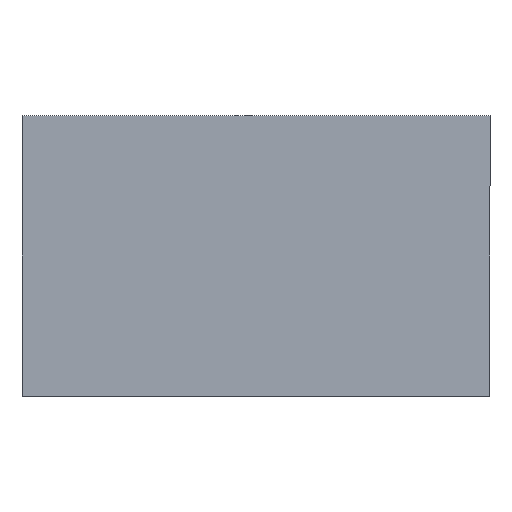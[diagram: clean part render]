
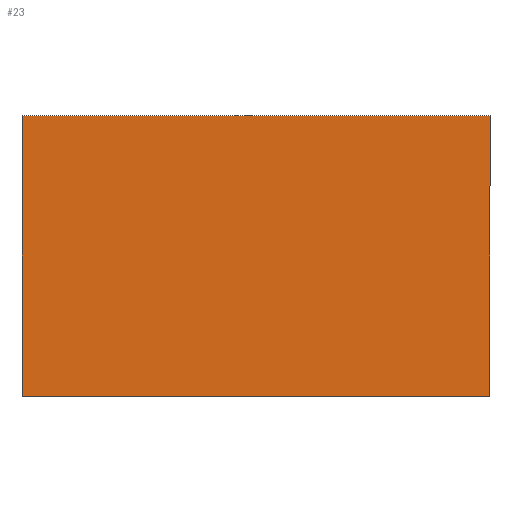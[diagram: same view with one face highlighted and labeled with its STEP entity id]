
A CAD part, front view. The second image highlights one B-rep face of the part: STEP entity #23.
In plain terms, the highlighted planar face has unit normal (0, -1, 0).
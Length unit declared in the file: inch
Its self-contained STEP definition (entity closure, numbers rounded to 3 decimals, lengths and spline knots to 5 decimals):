
#6 = PLANE ( 'NONE',  #186 ) ;
#16 = EDGE_CURVE ( 'NONE', #46, #147, #194, .T. ) ;
#19 = ORIENTED_EDGE ( 'NONE', *, *, #16, .F. ) ;
#21 = DIRECTION ( 'NONE',  ( 0., 0., 1. ) ) ;
#23 = ADVANCED_FACE ( 'NONE', ( #69 ), #6, .F. ) ;
#25 = DIRECTION ( 'NONE',  ( 0., 0., -1. ) ) ;
#26 = LINE ( 'NONE', #201, #58 ) ;
#27 = VECTOR ( 'NONE', #136, 39.37008 ) ;
#37 = DIRECTION ( 'NONE',  ( 1., 0., 0. ) ) ;
#46 = VERTEX_POINT ( 'NONE', #192 ) ;
#58 = VECTOR ( 'NONE', #37, 39.37008 ) ;
#60 = LINE ( 'NONE', #199, #153 ) ;
#69 = FACE_OUTER_BOUND ( 'NONE', #148, .T. ) ;
#71 = CARTESIAN_POINT ( 'NONE',  ( -3.75, 0., -2.25 ) ) ;
#75 = CARTESIAN_POINT ( 'NONE',  ( -3.75, 0., -2.25 ) ) ;
#87 = DIRECTION ( 'NONE',  ( -1., 0., 0. ) ) ;
#92 = CARTESIAN_POINT ( 'NONE',  ( 3.75, 0., 2.25 ) ) ;
#98 = CARTESIAN_POINT ( 'NONE',  ( 0., 0., 0. ) ) ;
#106 = ORIENTED_EDGE ( 'NONE', *, *, #195, .F. ) ;
#126 = DIRECTION ( 'NONE',  ( 0., 1., 0. ) ) ;
#128 = ORIENTED_EDGE ( 'NONE', *, *, #132, .F. ) ;
#132 = EDGE_CURVE ( 'NONE', #208, #46, #60, .T. ) ;
#136 = DIRECTION ( 'NONE',  ( 0., 0., 1. ) ) ;
#147 = VERTEX_POINT ( 'NONE', #71 ) ;
#148 = EDGE_LOOP ( 'NONE', ( #179, #19, #128, #106 ) ) ;
#153 = VECTOR ( 'NONE', #25, 39.37008 ) ;
#160 = VECTOR ( 'NONE', #87, 39.37008 ) ;
#162 = VERTEX_POINT ( 'NONE', #182 ) ;
#170 = LINE ( 'NONE', #75, #27 ) ;
#177 = CARTESIAN_POINT ( 'NONE',  ( -3.75, 0., -2.25 ) ) ;
#179 = ORIENTED_EDGE ( 'NONE', *, *, #190, .F. ) ;
#182 = CARTESIAN_POINT ( 'NONE',  ( -3.75, 0., 2.25 ) ) ;
#186 = AXIS2_PLACEMENT_3D ( 'NONE', #98, #126, #21 ) ;
#190 = EDGE_CURVE ( 'NONE', #147, #162, #170, .T. ) ;
#192 = CARTESIAN_POINT ( 'NONE',  ( 3.75, 0., -2.25 ) ) ;
#194 = LINE ( 'NONE', #177, #160 ) ;
#195 = EDGE_CURVE ( 'NONE', #162, #208, #26, .T. ) ;
#199 = CARTESIAN_POINT ( 'NONE',  ( 3.75, 0., -2.25 ) ) ;
#201 = CARTESIAN_POINT ( 'NONE',  ( -3.75, 0., 2.25 ) ) ;
#208 = VERTEX_POINT ( 'NONE', #92 ) ;
